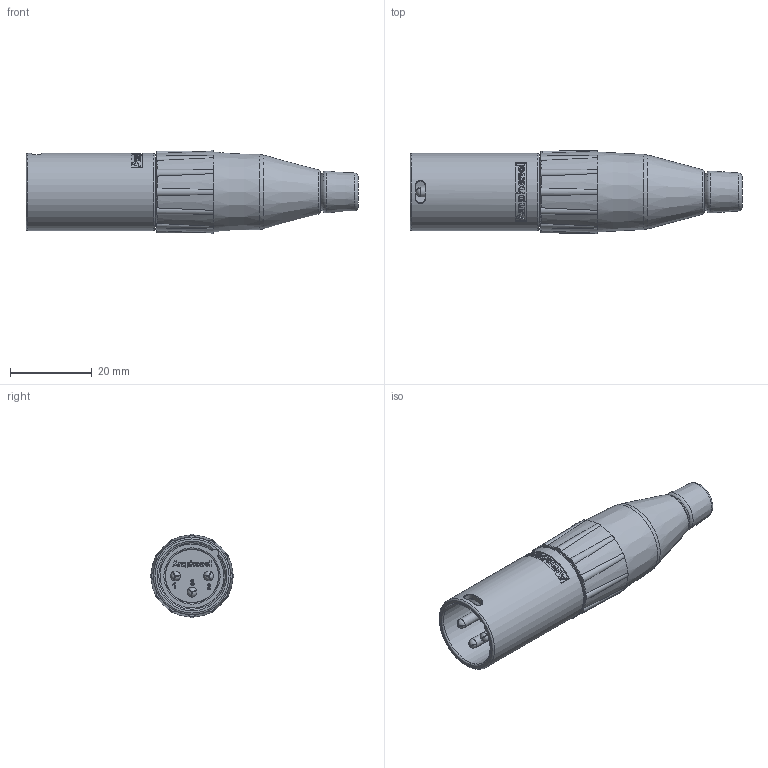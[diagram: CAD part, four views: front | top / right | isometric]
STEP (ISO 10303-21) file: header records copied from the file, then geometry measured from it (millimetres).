
FILE_DESCRIPTION(/* description */ ('PIN INSULATOR'),/* implementation_level */ '2;1');
FILE_NAME(/* name */ 'AC3M 2.stp',/* time_stamp */ '2019-03-13T15:01:11+11:00',/* author */ ('minh'),/* organization */ (''),/* preprocessor_version */ 'ST-DEVELOPER v16.1',/* originating_system */ 'Autodesk Inventor 2016',/* authorisation */ '');
FILE_SCHEMA (('AUTOMOTIVE_DESIGN { 1 0 10303 214 3 1 1 }'));
Products named in the file (7): 51270067-531; 50300212-131; 51560082-132; 348-4064-000; 217-4041-000; 012-4035-000; AC3M
Assembly tree (8 placements, depth 3):
  AC3M
    51560082-132
      51270067-531
      50300212-131  x3
    348-4064-000
    217-4041-000
    012-4035-000
Bounding box: 81.48 x 20.39 x 20.39 mm (x, y, z)
Volume: 9526.8 mm3; surface area: 12873.3 mm2
Topology: 7 solids, 7 shells, 785 faces, 2122 edges, 1387 vertices
Faces by surface type: plane 345, bspline 213, cylinder 152, cone 33, torus 24, sphere 18
Full cylindrical faces by diameter (mm): 2.45 x3, 3.2 x3, 4 x1, 7.4 x1, 7.9 x1, 8.4 x1, 8.5 x1, 10.3 x1, 10.6 x1, 13 x1, 13.2 x1, 16.2 x1, 16.5 x1, 17 x1, 19 x1
Entity records: 38457 total; most frequent: CARTESIAN_POINT 23396, ORIENTED_EDGE 3472, DIRECTION 2368, EDGE_CURVE 1736, VERTEX_POINT 1166, AXIS2_PLACEMENT_3D 799, LINE 770, VECTOR 770
